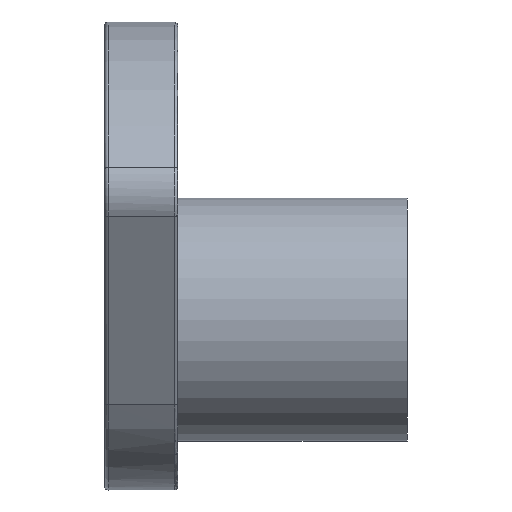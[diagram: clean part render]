
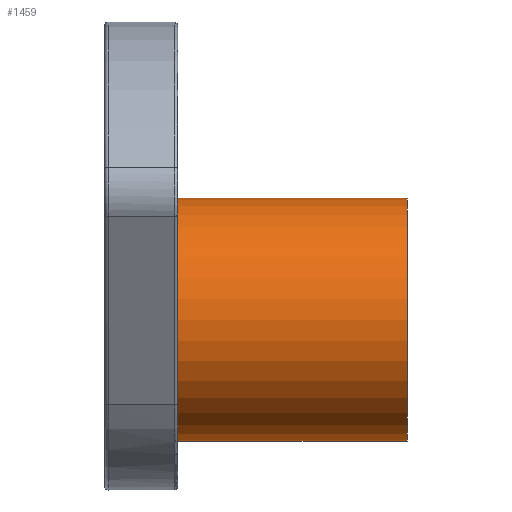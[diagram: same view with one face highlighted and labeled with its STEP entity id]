
A CAD part, left-side view. The second image highlights one B-rep face of the part: STEP entity #1459.
In plain terms, the highlighted cylindrical face has radius 10 mm (diameter 20 mm), a partial arc.
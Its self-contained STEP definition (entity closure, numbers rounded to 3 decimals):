
#61 = EDGE_CURVE ( 'NONE', #1885, #2140, #1976, .T. ) ;
#124 = CARTESIAN_POINT ( 'NONE',  ( 0., 25.9, 0. ) ) ;
#320 = CARTESIAN_POINT ( 'NONE',  ( 0., 7., 0. ) ) ;
#330 = ORIENTED_EDGE ( 'NONE', *, *, #1463, .F. ) ;
#363 = DIRECTION ( 'NONE',  ( 0., 0., -1. ) ) ;
#431 = CARTESIAN_POINT ( 'NONE',  ( 0., 25.9, 10. ) ) ;
#458 = VECTOR ( 'NONE', #2092, 1000. ) ;
#637 = DIRECTION ( 'NONE',  ( 0., 0., 1. ) ) ;
#729 = VERTEX_POINT ( 'NONE', #2901 ) ;
#738 = DIRECTION ( 'NONE',  ( 0., -1., 0. ) ) ;
#758 = EDGE_CURVE ( 'NONE', #1173, #1885, #3008, .T. ) ;
#904 = FACE_OUTER_BOUND ( 'NONE', #1804, .T. ) ;
#1041 = DIRECTION ( 'NONE',  ( 0., -1., 0. ) ) ;
#1124 = ORIENTED_EDGE ( 'NONE', *, *, #2890, .F. ) ;
#1173 = VERTEX_POINT ( 'NONE', #1320 ) ;
#1198 = CARTESIAN_POINT ( 'NONE',  ( 0., 16.2, 0. ) ) ;
#1239 = DIRECTION ( 'NONE',  ( 0., 1., 0. ) ) ;
#1269 = AXIS2_PLACEMENT_3D ( 'NONE', #320, #1041, #2662 ) ;
#1309 = CIRCLE ( 'NONE', #1269, 10. ) ;
#1320 = CARTESIAN_POINT ( 'NONE',  ( 0., 7., -10. ) ) ;
#1459 = ADVANCED_FACE ( 'NONE', ( #904 ), #2642, .T. ) ;
#1463 = EDGE_CURVE ( 'NONE', #729, #1173, #1309, .T. ) ;
#1605 = VECTOR ( 'NONE', #1239, 1000. ) ;
#1770 = DIRECTION ( 'NONE',  ( 0., 1., 0. ) ) ;
#1804 = EDGE_LOOP ( 'NONE', ( #2299, #330, #1124, #1843 ) ) ;
#1843 = ORIENTED_EDGE ( 'NONE', *, *, #61, .F. ) ;
#1885 = VERTEX_POINT ( 'NONE', #2059 ) ;
#1976 = CIRCLE ( 'NONE', #2379, 10. ) ;
#2059 = CARTESIAN_POINT ( 'NONE',  ( 0., 25.9, -10. ) ) ;
#2092 = DIRECTION ( 'NONE',  ( 0., -1., 0. ) ) ;
#2140 = VERTEX_POINT ( 'NONE', #2687 ) ;
#2299 = ORIENTED_EDGE ( 'NONE', *, *, #758, .F. ) ;
#2379 = AXIS2_PLACEMENT_3D ( 'NONE', #124, #1770, #363 ) ;
#2623 = CARTESIAN_POINT ( 'NONE',  ( 0., 7., -10. ) ) ;
#2642 = CYLINDRICAL_SURFACE ( 'NONE', #2663, 10. ) ;
#2662 = DIRECTION ( 'NONE',  ( 0., 0., 1. ) ) ;
#2663 = AXIS2_PLACEMENT_3D ( 'NONE', #1198, #738, #637 ) ;
#2687 = CARTESIAN_POINT ( 'NONE',  ( 0., 25.9, 10. ) ) ;
#2889 = LINE ( 'NONE', #431, #458 ) ;
#2890 = EDGE_CURVE ( 'NONE', #2140, #729, #2889, .T. ) ;
#2901 = CARTESIAN_POINT ( 'NONE',  ( 0., 7., 10. ) ) ;
#3008 = LINE ( 'NONE', #2623, #1605 ) ;
